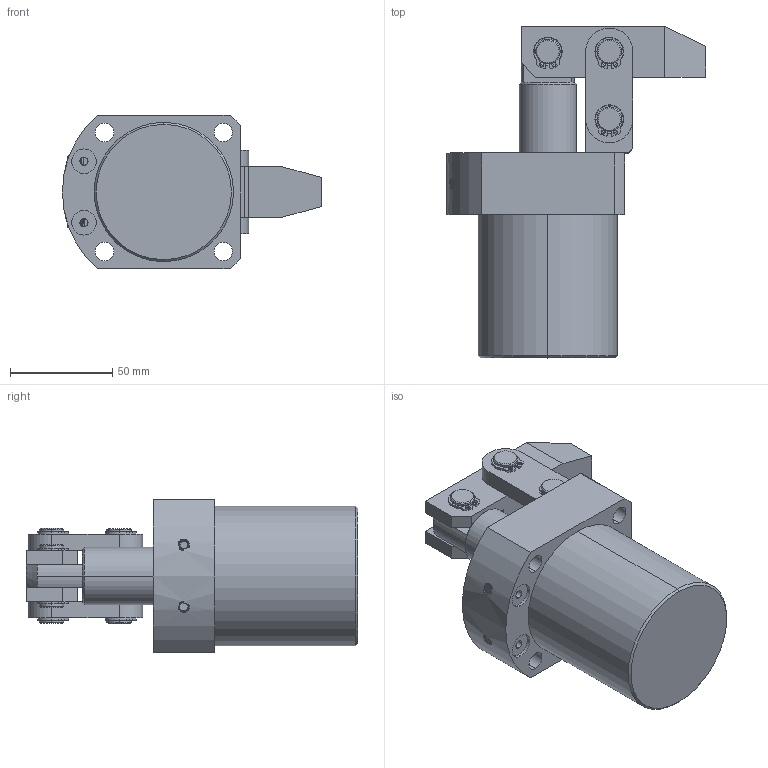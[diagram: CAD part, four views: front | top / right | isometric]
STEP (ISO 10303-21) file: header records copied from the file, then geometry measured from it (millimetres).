
FILE_DESCRIPTION (( 'STEP AP214' ), '1' );
FILE_NAME ('CHLC-FAM50.STEP', '2019-11-25T06:31:27', ( 'Windows' ), ( 'Microsoft' ), 'SwSTEP 2.0', 'SolidWorks 2015', '' );
FILE_SCHEMA (( 'AUTOMOTIVE_DESIGN' ));
Length unit declared in the file: millimetre
Products named in the file (9): CHLC-50-03; CHLC-50-02; CHLC-50-01; CHLC-FAM50; M6LS; CHLC-FAM50-01; CHLC-50-09; CHLC-50-06; CHLC-50-04
Assembly tree (18 placements, depth 2):
  CHLC-FAM50
    CHLC-50-01
    CHLC-50-02
    CHLC-50-03  x2
    CHLC-50-04  x2
    CHLC-50-06  x6
    CHLC-50-09
    CHLC-FAM50-01
    M6LS  x4
Bounding box: 126.5 x 162 x 75 mm (x, y, z)
Volume: 141105.2 mm3; surface area: 98070.8 mm2
Topology: 17 solids, 19 shells, 645 faces, 1699 edges, 1113 vertices
Faces by surface type: cylinder 327, plane 162, cone 82, bspline 74
Entity records: 26878 total; most frequent: CARTESIAN_POINT 13672, ORIENTED_EDGE 1992, DIRECTION 1549, EDGE_CURVE 997, VERTEX_POINT 656, AXIS2_PLACEMENT_3D 604, EDGE_LOOP 444, UNCERTAINTY_MEASURE_WITH_UNIT 392
